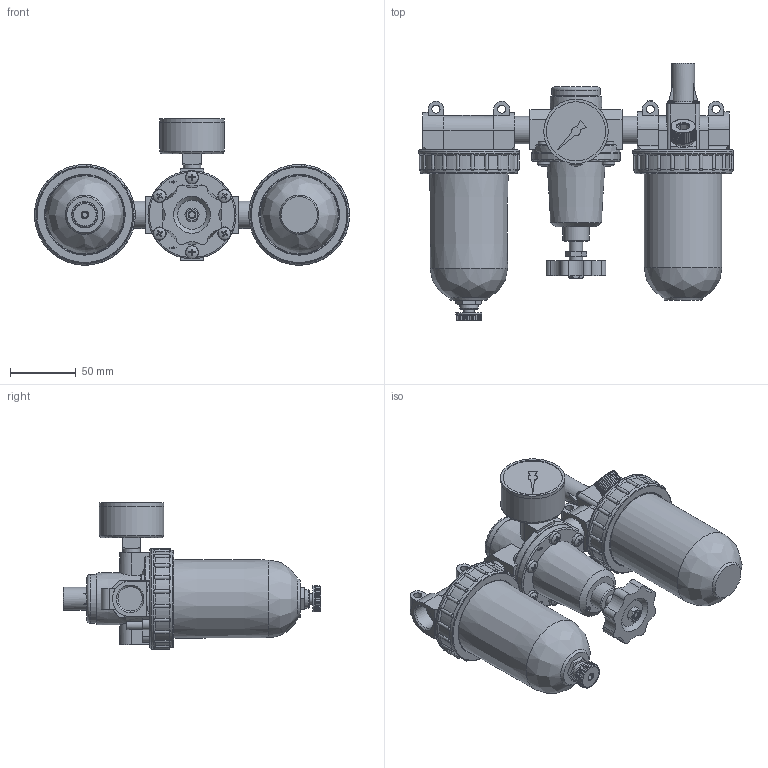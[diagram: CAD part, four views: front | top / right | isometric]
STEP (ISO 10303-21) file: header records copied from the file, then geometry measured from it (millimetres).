
FILE_DESCRIPTION( ( 'STEP AP203' ), ' ' );
FILE_NAME( '9.3023.00.155.0V.stp', '2017-04-18T09:36:59', ( '' ), ( '' ), ' ', 'PARTsolutions', ' ' );
FILE_SCHEMA( ( 'CONFIG_CONTROL_DESIGN' ) );
Length unit declared in the file: millimetre
Products named in the file (8): 9.3023.00.155.0V; _650 B/K-1-1; _650 B/K-10-3; _637.35 B(01)-1; _637.35 B-2; _750 K-1-1; _750 K-1-2; _252.05
Assembly tree (8 placements, depth 2):
  9.3023.00.155.0V
    _650 B/K-1-1
    _650 B/K-10-3
    _637.35 B(01)-1
    _637.35 B-2
    _750 K-1-1
    _750 K-1-2
    _252.05  x2
Bounding box: 239.6 x 196 x 111.3 mm (x, y, z)
Volume: 1034382.8 mm3; surface area: 142274.1 mm2
Topology: 8 solids, 8 shells, 991 faces, 2746 edges, 1783 vertices
Faces by surface type: plane 450, cylinder 314, cone 126, sphere 53, torus 46, bspline 2
Full cylindrical faces by diameter (mm): 3 x1, 4 x1, 4.134 x6, 4.917 x1, 5.1 x1, 6 x1, 6.2 x4, 8 x1, 9 x2, 9.2 x1, 9.9 x2, 10 x3, 11.445 x1, 13.157 x1, 13.9 x1, 14 x1, 17.5 x1, 18.631 x6, 19 x1, 20 x2, 20.955 x2, 21.6 x2, 37 x1, 45 x1, 48.96 x1, 49 x2, 59 x1, 67 x2, 76.6 x2
Entity records: 32401 total; most frequent: CARTESIAN_POINT 8463, DIRECTION 4916, ORIENTED_EDGE 4852, EDGE_CURVE 2426, AXIS2_PLACEMENT_3D 1947, VERTEX_POINT 1682, EDGE_LOOP 1182, FACE_OUTER_BOUND 1061
